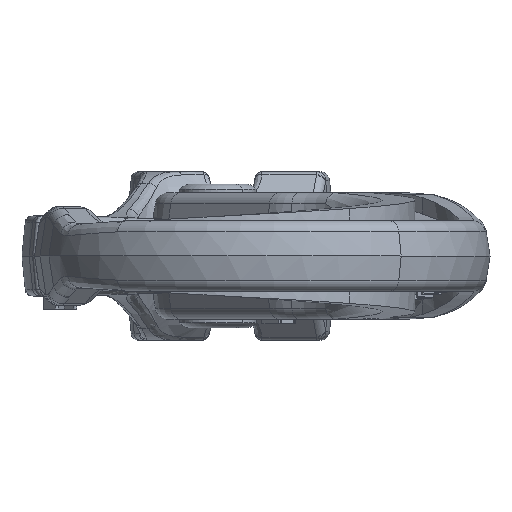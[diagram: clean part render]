
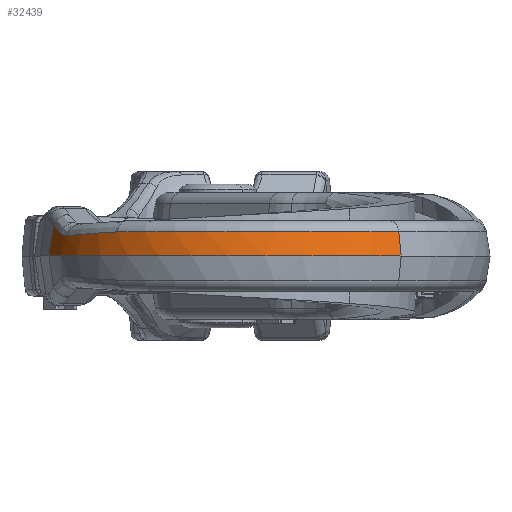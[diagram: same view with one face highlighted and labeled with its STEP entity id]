
A CAD part, front view. The second image highlights one B-rep face of the part: STEP entity #32439.
In plain terms, the highlighted conical face has half-angle 9 degrees and reference radius 61.3 mm.
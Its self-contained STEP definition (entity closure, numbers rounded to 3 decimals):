
#21299=CARTESIAN_POINT('',(57.509,7.371,
-6.472));
#21300=CARTESIAN_POINT('',(57.306,7.873,
-6.629));
#21301=CARTESIAN_POINT('',(56.887,8.871,
-6.94));
#21302=CARTESIAN_POINT('',(56.222,10.348,
-7.397));
#21303=CARTESIAN_POINT('',(55.521,11.805,
-7.845));
#21304=CARTESIAN_POINT('',(54.783,13.241,
-8.284));
#21305=CARTESIAN_POINT('',(54.268,14.184,
-8.571));
#21306=CARTESIAN_POINT('',(54.004,14.652,
-8.712));
#21308=CARTESIAN_POINT('',(59.191,2.172,
-5.803));
#21309=CARTESIAN_POINT('',(59.145,2.36,
-5.794));
#21310=CARTESIAN_POINT('',(59.049,2.736,
-5.783));
#21311=CARTESIAN_POINT('',(58.894,3.307,
-5.788));
#21312=CARTESIAN_POINT('',(58.729,3.883,
-5.815));
#21313=CARTESIAN_POINT('',(58.552,4.462,
-5.866));
#21314=CARTESIAN_POINT('',(58.365,5.044,
-5.939));
#21315=CARTESIAN_POINT('',(58.167,5.627,
-6.035));
#21316=CARTESIAN_POINT('',(57.958,6.211,
-6.156));
#21317=CARTESIAN_POINT('',(57.739,6.793,
-6.3));
#21318=CARTESIAN_POINT('',(57.586,7.179,
-6.412));
#21319=CARTESIAN_POINT('',(57.509,7.371,
-6.472));
#21321=CARTESIAN_POINT('',(60.324,-21.232,
-6.873));
#21322=CARTESIAN_POINT('',(60.411,-20.635,
-6.847));
#21323=CARTESIAN_POINT('',(60.567,-19.437,
-6.794));
#21324=CARTESIAN_POINT('',(60.749,-17.634,
-6.714));
#21325=CARTESIAN_POINT('',(60.876,-15.826,
-6.634));
#21326=CARTESIAN_POINT('',(60.95,-14.015,
-6.553));
#21327=CARTESIAN_POINT('',(60.97,-12.202,
-6.472));
#21328=CARTESIAN_POINT('',(60.937,-10.388,
-6.39));
#21329=CARTESIAN_POINT('',(60.849,-8.577,
-6.308));
#21330=CARTESIAN_POINT('',(60.708,-6.768,
-6.225));
#21331=CARTESIAN_POINT('',(60.513,-4.964,
-6.142));
#21332=CARTESIAN_POINT('',(60.264,-3.166,
-6.058));
#21333=CARTESIAN_POINT('',(59.962,-1.376,
-5.974));
#21334=CARTESIAN_POINT('',(59.607,0.405,
-5.889));
#21335=CARTESIAN_POINT('',(59.335,1.585,
-5.832));
#21336=CARTESIAN_POINT('',(59.191,2.172,
-5.803));
#21338=CARTESIAN_POINT('',(0.,-12.865,-6.873));
#21339=DIRECTION('',(0.,0.,-1.));
#21340=DIRECTION('',(0.991,-0.137,0.));
#21341=AXIS2_PLACEMENT_3D('',#21338,#21339,#21340);
#21343=DIRECTION('',(0.,0.156,-0.988));
#21344=VECTOR('',#21343,6.959);
#21345=CARTESIAN_POINT('',(0.,-74.855,0.));
#21346=LINE('',#21345,#21344);
#21347=CARTESIAN_POINT('',(0.,-12.865,0.));
#21348=DIRECTION('',(0.,0.,1.));
#21349=DIRECTION('',(0.,-1.,0.));
#21350=AXIS2_PLACEMENT_3D('',#21347,#21348,#21349);
#21901=DIRECTION('',(-0.139,-0.071,-0.988));
#21902=VECTOR('',#21901,8.821);
#21903=CARTESIAN_POINT('',(55.234,15.278,0.));
#21904=LINE('',#21903,#21902);
#22927=CARTESIAN_POINT('',(0.,-74.855,0.));
#22929=VERTEX_POINT('',#22927);
#22930=CARTESIAN_POINT('',(55.234,15.278,
0.));
#22931=VERTEX_POINT('',#22930);
#23940=CARTESIAN_POINT('',(60.324,-21.232,
-6.873));
#23941=CARTESIAN_POINT('',(0.,-73.766,
-6.873));
#23942=VERTEX_POINT('',#23940);
#23943=VERTEX_POINT('',#23941);
#23964=CARTESIAN_POINT('',(54.004,14.652,
-8.712));
#23965=VERTEX_POINT('',#23964);
#23967=VERTEX_POINT('',#21299);
#23969=VERTEX_POINT('',#21308);
#32420=CARTESIAN_POINT('',(0.,-12.865,-4.356));
#32421=DIRECTION('',(0.,0.,1.));
#32422=DIRECTION('',(1.,0.,0.));
#32423=AXIS2_PLACEMENT_3D('',#32420,#32421,#32422);
#32424=CONICAL_SURFACE('',#32423,61.3,9.);
#32426=ORIENTED_EDGE('',*,*,#32425,.T.);
#32428=ORIENTED_EDGE('',*,*,#32427,.T.);
#32430=ORIENTED_EDGE('',*,*,#32429,.F.);
#32432=ORIENTED_EDGE('',*,*,#32431,.F.);
#32434=ORIENTED_EDGE('',*,*,#32433,.F.);
#32435=ORIENTED_EDGE('',*,*,#31879,.T.);
#32436=ORIENTED_EDGE('',*,*,#25443,.F.);
#32437=EDGE_LOOP('',(#32426,#32428,#32430,#32432,#32434,#32435,#32436));
#32438=FACE_OUTER_BOUND('',#32437,.F.);
#32439=ADVANCED_FACE('',(#32438),#32424,.T.);
#21307=B_SPLINE_CURVE_WITH_KNOTS('',3,(#21299,#21300,#21301,#21302,#21303,
#21304,#21305,#21306),.UNSPECIFIED.,.F.,.F.,(4,1,1,1,1,4),(0.,0.2,0.4,
0.6,0.8,1.),.UNSPECIFIED.);
#21320=B_SPLINE_CURVE_WITH_KNOTS('',3,(#21308,#21309,#21310,#21311,#21312,
#21313,#21314,#21315,#21316,#21317,#21318,#21319),.UNSPECIFIED.,.F.,.F.,(4,1,1,
1,1,1,1,1,1,4),(0.,0.111,0.222,0.333,
0.444,0.556,0.667,0.778,
0.889,1.),.UNSPECIFIED.);
#21337=B_SPLINE_CURVE_WITH_KNOTS('',3,(#21321,#21322,#21323,#21324,#21325,
#21326,#21327,#21328,#21329,#21330,#21331,#21332,#21333,#21334,#21335,#21336),
.UNSPECIFIED.,.F.,.F.,(4,1,1,1,1,1,1,1,1,1,1,1,1,4),(0.,0.077,
0.154,0.231,0.308,0.385,
0.462,0.538,0.615,0.692,
0.769,0.846,0.923,1.),.UNSPECIFIED.);
#21342=CIRCLE('',#21341,60.902);
#21351=CIRCLE('',#21350,61.99);
#25443=EDGE_CURVE('',#22929,#23943,#21346,.T.);
#31879=EDGE_CURVE('',#23942,#23943,#21342,.T.);
#32425=EDGE_CURVE('',#22929,#22931,#21351,.T.);
#32427=EDGE_CURVE('',#22931,#23965,#21904,.T.);
#32429=EDGE_CURVE('',#23967,#23965,#21307,.T.);
#32431=EDGE_CURVE('',#23969,#23967,#21320,.T.);
#32433=EDGE_CURVE('',#23942,#23969,#21337,.T.);
